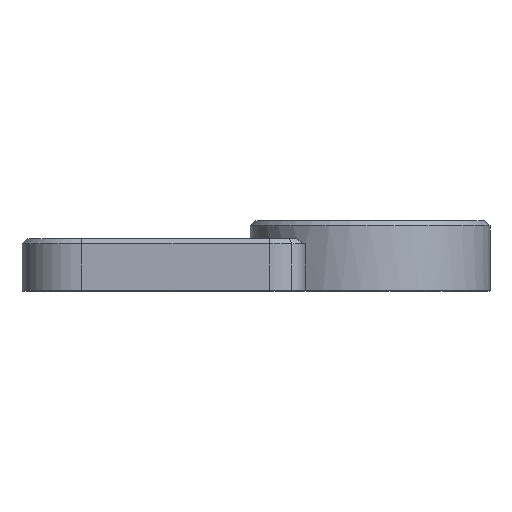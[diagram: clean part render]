
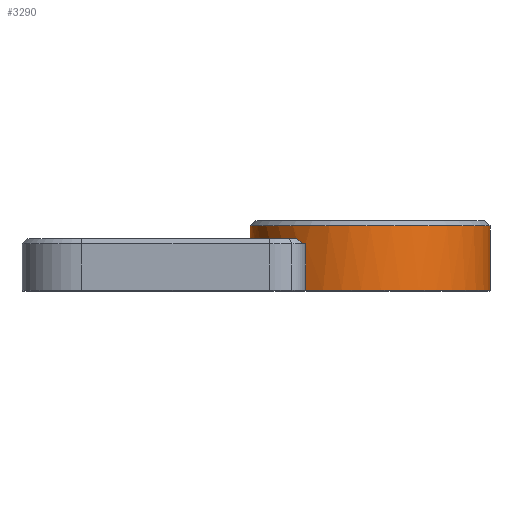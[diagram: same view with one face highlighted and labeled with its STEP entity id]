
A CAD part, front view. The second image highlights one B-rep face of the part: STEP entity #3290.
In plain terms, the highlighted cylindrical face has radius 47.5 mm (diameter 95 mm), a partial arc.
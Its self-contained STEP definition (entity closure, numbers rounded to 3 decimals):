
#445=CARTESIAN_POINT('Vertex',(-43.739,-18.525,-5.)) ;
#1407=CARTESIAN_POINT('Vertex',(47.5,0.,0.)) ;
#1414=CARTESIAN_POINT('Vertex',(-47.5,0.,0.)) ;
#1434=CARTESIAN_POINT('Axis2P3D Location',(0.,0.,0.)) ;
#2877=CARTESIAN_POINT('Vertex',(-25.563,-40.035,-25.55)) ;
#2901=CARTESIAN_POINT('Vertex',(47.5,0.,-25.55)) ;
#2904=CARTESIAN_POINT('Axis2P3D Location',(0.,0.,-25.55)) ;
#3188=CARTESIAN_POINT('Axis2P3D Location',(0.,0.,-5.)) ;
#3192=CARTESIAN_POINT('Vertex',(-47.5,0.,-5.)) ;
#3237=CARTESIAN_POINT('Axis2P3D Location',(0.,0.,-11.9)) ;
#3243=CARTESIAN_POINT('Control Point',(-29.362,-37.338,-5.)) ;
#3244=CARTESIAN_POINT('Control Point',(-29.028,-37.601,-5.313)) ;
#3245=CARTESIAN_POINT('Control Point',(-28.73,-37.829,-5.571)) ;
#3246=CARTESIAN_POINT('Control Point',(-28.458,-38.033,-5.788)) ;
#3247=CARTESIAN_POINT('Control Point',(-27.862,-38.475,-6.231)) ;
#3248=CARTESIAN_POINT('Control Point',(-27.353,-38.836,-6.526)) ;
#3249=CARTESIAN_POINT('Control Point',(-27.079,-39.027,-6.66)) ;
#3250=CARTESIAN_POINT('Control Point',(-26.603,-39.354,-6.851)) ;
#3251=CARTESIAN_POINT('Control Point',(-26.156,-39.651,-6.954)) ;
#3252=CARTESIAN_POINT('Control Point',(-25.957,-39.781,-6.985)) ;
#3253=CARTESIAN_POINT('Control Point',(-25.76,-39.909,-7.)) ;
#3254=CARTESIAN_POINT('Control Point',(-25.563,-40.035,-7.)) ;
#3255=CARTESIAN_POINT('Vertex',(-25.563,-40.035,-7.)) ;
#3257=CARTESIAN_POINT('Vertex',(-29.362,-37.338,-5.)) ;
#3260=CARTESIAN_POINT('Line Origine',(-25.563,-40.035,-11.9)) ;
#3265=CARTESIAN_POINT('Line Origine',(47.5,0.,-11.9)) ;
#3270=CARTESIAN_POINT('Line Origine',(-47.5,0.,-11.9)) ;
#3275=CARTESIAN_POINT('Axis2P3D Location',(0.,0.,-5.)) ;
#1435=DIRECTION('Axis2P3D Direction',(0.,0.,1.)) ;
#2905=DIRECTION('Axis2P3D Direction',(0.,0.,1.)) ;
#3189=DIRECTION('Axis2P3D Direction',(0.,0.,1.)) ;
#3238=DIRECTION('Axis2P3D Direction',(0.,0.,1.)) ;
#3239=DIRECTION('Axis2P3D XDirection',(1.,0.,0.)) ;
#3261=DIRECTION('Vector Direction',(0.,0.,1.)) ;
#3266=DIRECTION('Vector Direction',(0.,0.,1.)) ;
#3271=DIRECTION('Vector Direction',(0.,0.,1.)) ;
#3276=DIRECTION('Axis2P3D Direction',(0.,0.,1.)) ;
#1436=AXIS2_PLACEMENT_3D('Circle Axis2P3D',#1434,#1435,$) ;
#2906=AXIS2_PLACEMENT_3D('Circle Axis2P3D',#2904,#2905,$) ;
#3190=AXIS2_PLACEMENT_3D('Circle Axis2P3D',#3188,#3189,$) ;
#3240=AXIS2_PLACEMENT_3D('Cylinder Axis2P3D',#3237,#3238,#3239) ;
#3277=AXIS2_PLACEMENT_3D('Circle Axis2P3D',#3275,#3276,$) ;
#3281=ORIENTED_EDGE('',*,*,#3259,.F.) ;
#3282=ORIENTED_EDGE('',*,*,#3264,.F.) ;
#3283=ORIENTED_EDGE('',*,*,#2908,.T.) ;
#3284=ORIENTED_EDGE('',*,*,#3269,.F.) ;
#3285=ORIENTED_EDGE('',*,*,#1438,.F.) ;
#3286=ORIENTED_EDGE('',*,*,#3274,.T.) ;
#3287=ORIENTED_EDGE('',*,*,#3194,.F.) ;
#3288=ORIENTED_EDGE('',*,*,#3279,.T.) ;
#3262=VECTOR('Line Direction',#3261,1.) ;
#3267=VECTOR('Line Direction',#3266,1.) ;
#3272=VECTOR('Line Direction',#3271,1.) ;
#3290=ADVANCED_FACE('Hauptk\X2\00F6\X0\rper',(#3289),#3241,.T.) ;
#3242=B_SPLINE_CURVE_WITH_KNOTS('',5,(#3243,#3244,#3245,#3246,#3247,#3248,#3249,#3250,#3251,#3252,#3253,#3254),.UNSPECIFIED.,.F.,.U.,(6,3,3,6),(0.,20.923,49.558,73.043),.UNSPECIFIED.) ;
#1437=CIRCLE('generated circle',#1436,47.5) ;
#2907=CIRCLE('generated circle',#2906,47.5) ;
#3191=CIRCLE('generated circle',#3190,47.5) ;
#3278=CIRCLE('generated circle',#3277,47.5) ;
#3241=CYLINDRICAL_SURFACE('generated cylinder',#3240,47.5) ;
#1438=EDGE_CURVE('',#1415,#1408,#1437,.T.) ;
#2908=EDGE_CURVE('',#2878,#2902,#2907,.T.) ;
#3194=EDGE_CURVE('',#446,#3193,#3191,.F.) ;
#3259=EDGE_CURVE('',#3256,#3258,#3242,.F.) ;
#3264=EDGE_CURVE('',#2878,#3256,#3263,.T.) ;
#3269=EDGE_CURVE('',#1408,#2902,#3268,.F.) ;
#3274=EDGE_CURVE('',#1415,#3193,#3273,.F.) ;
#3279=EDGE_CURVE('',#446,#3258,#3278,.T.) ;
#3280=EDGE_LOOP('',(#3281,#3282,#3283,#3284,#3285,#3286,#3287,#3288)) ;
#3289=FACE_OUTER_BOUND('',#3280,.T.) ;
#3263=LINE('Line',#3260,#3262) ;
#3268=LINE('Line',#3265,#3267) ;
#3273=LINE('Line',#3270,#3272) ;
#446=VERTEX_POINT('',#445) ;
#1408=VERTEX_POINT('',#1407) ;
#1415=VERTEX_POINT('',#1414) ;
#2878=VERTEX_POINT('',#2877) ;
#2902=VERTEX_POINT('',#2901) ;
#3193=VERTEX_POINT('',#3192) ;
#3256=VERTEX_POINT('',#3255) ;
#3258=VERTEX_POINT('',#3257) ;
